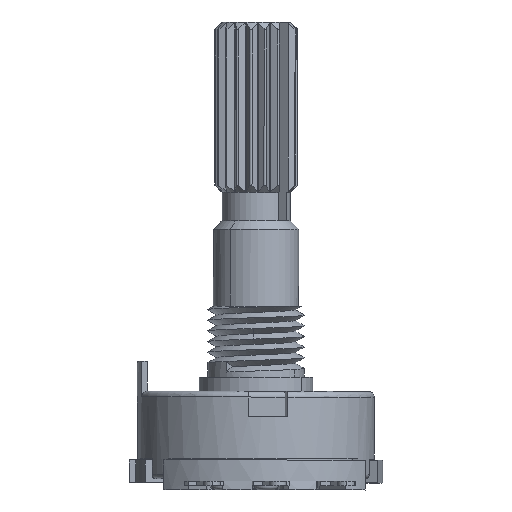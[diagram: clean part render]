
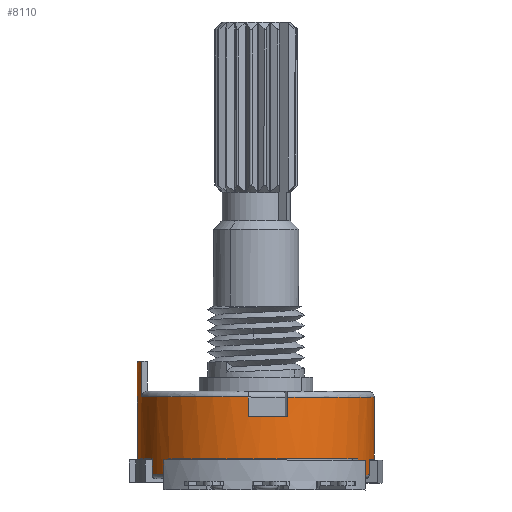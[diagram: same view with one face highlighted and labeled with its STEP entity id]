
A CAD part, top view. The second image highlights one B-rep face of the part: STEP entity #8110.
In plain terms, the highlighted cylindrical face has radius 8.35 mm (diameter 16.7 mm), a partial arc.
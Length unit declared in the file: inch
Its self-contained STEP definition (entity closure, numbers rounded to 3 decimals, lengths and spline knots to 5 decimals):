
#744=DIRECTION('',(-0.001,-1.,-0.001));
#745=VECTOR('',#744,0.04331);
#746=CARTESIAN_POINT('',(0.33071,-0.14056,
-0.17406));
#747=LINE('',#746,#745);
#774=DIRECTION('',(-0.001,-1.,-0.001));
#775=VECTOR('',#774,0.04331);
#776=CARTESIAN_POINT('',(-0.23862,-0.13977,
-0.18255));
#777=LINE('',#776,#775);
#808=DIRECTION('',(0.001,1.,0.001));
#809=VECTOR('',#808,0.04331);
#810=CARTESIAN_POINT('',(-0.19237,-0.18319,
-0.1189));
#811=LINE('',#810,#809);
#865=CARTESIAN_POINT('',(0.04844,-0.18335,
-0.34269));
#866=DIRECTION('',(-0.001,-1.,-0.001));
#867=DIRECTION('',(-0.733,0.,0.681));
#868=AXIS2_PLACEMENT_3D('',#865,#866,#867);
#909=DIRECTION('',(0.001,1.,0.001));
#910=VECTOR('',#909,0.17126);
#911=CARTESIAN_POINT('',(-0.27842,-0.13962,
-0.30816));
#912=LINE('',#911,#910);
#913=CARTESIAN_POINT('',(0.04874,0.03121,
-0.34253));
#914=DIRECTION('',(0.001,1.,0.001));
#915=DIRECTION('',(-0.998,0.001,-0.063));
#916=AXIS2_PLACEMENT_3D('',#913,#914,#915);
#918=DIRECTION('',(0.001,1.,0.001));
#919=VECTOR('',#918,0.09843);
#920=CARTESIAN_POINT('',(-0.27935,0.03168,
-0.36334));
#921=LINE('',#920,#919);
#922=CARTESIAN_POINT('',(0.04887,0.12964,
-0.34246));
#923=DIRECTION('',(0.001,1.,0.001));
#924=DIRECTION('',(-0.998,0.001,-0.063));
#925=AXIS2_PLACEMENT_3D('',#922,#923,#924);
#936=CARTESIAN_POINT('',(0.0485,-0.14005,
-0.34266));
#937=DIRECTION('',(0.001,1.,0.001));
#938=DIRECTION('',(-0.994,0.001,0.105));
#939=AXIS2_PLACEMENT_3D('',#936,#937,#938);
#1003=DIRECTION('',(0.001,1.,0.001));
#1004=VECTOR('',#1003,0.17126);
#1005=CARTESIAN_POINT('',(0.37543,-0.14047,
-0.37715));
#1006=LINE('',#1005,#1004);
#1091=CARTESIAN_POINT('',(0.0485,-0.14005,
-0.34266));
#1092=DIRECTION('',(0.001,1.,0.001));
#1093=DIRECTION('',(-0.733,0.,0.681));
#1094=AXIS2_PLACEMENT_3D('',#1091,#1092,#1093);
#1131=DIRECTION('',(0.001,1.,0.001));
#1132=VECTOR('',#1131,0.04331);
#1133=CARTESIAN_POINT('',(0.36265,-0.18386,
-0.24604));
#1134=LINE('',#1133,#1132);
#1165=CARTESIAN_POINT('',(0.04844,-0.18335,
-0.34269));
#1166=DIRECTION('',(-0.001,-1.,-0.001));
#1167=DIRECTION('',(0.956,-0.002,0.294));
#1168=AXIS2_PLACEMENT_3D('',#1165,#1166,#1167);
#1227=CARTESIAN_POINT('',(0.0485,-0.14005,
-0.34266));
#1228=DIRECTION('',(0.001,1.,0.001));
#1229=DIRECTION('',(0.956,-0.002,0.294));
#1230=AXIS2_PLACEMENT_3D('',#1227,#1228,#1229);
#1327=CARTESIAN_POINT('',(0.04874,0.03121,
-0.34253));
#1328=DIRECTION('',(0.001,1.,0.001));
#1329=DIRECTION('',(0.27,-0.001,0.963));
#1330=AXIS2_PLACEMENT_3D('',#1327,#1328,#1329);
#1372=DIRECTION('',(0.001,1.,0.001));
#1373=VECTOR('',#1372,0.09843);
#1374=CARTESIAN_POINT('',(-0.26778,0.03158,
-0.25371));
#1375=LINE('',#1374,#1373);
#1376=CARTESIAN_POINT('',(-0.26778,0.03158,
-0.25371));
#1415=CARTESIAN_POINT('',(0.02793,0.031,
-0.01445));
#1417=CARTESIAN_POINT('',(0.04874,0.03121,
-0.34253));
#1418=DIRECTION('',(0.001,1.,0.001));
#1419=DIRECTION('',(-0.963,0.001,0.27));
#1420=AXIS2_PLACEMENT_3D('',#1417,#1418,#1419);
#1430=DIRECTION('',(0.001,1.,0.001));
#1431=VECTOR('',#1430,0.05512);
#1432=CARTESIAN_POINT('',(0.02785,-0.02412,
-0.01449));
#1433=LINE('',#1432,#1431);
#1456=DIRECTION('',(0.001,1.,0.001));
#1457=VECTOR('',#1456,0.05512);
#1458=CARTESIAN_POINT('',(0.13748,-0.02426,
-0.02606));
#1459=LINE('',#1458,#1457);
#1464=CARTESIAN_POINT('',(0.04866,-0.0239,
-0.34257));
#1465=DIRECTION('',(0.001,1.,0.001));
#1466=DIRECTION('',(-0.063,-0.001,0.998));
#1467=AXIS2_PLACEMENT_3D('',#1464,#1465,#1466);
#6006=CARTESIAN_POINT('',(0.02785,-0.02412,
-0.01449));
#6007=CARTESIAN_POINT('',(0.13748,-0.02426,
-0.02606));
#6008=VERTEX_POINT('',#6006);
#6009=VERTEX_POINT('',#6007);
#6010=CARTESIAN_POINT('',(0.13756,0.03086,
-0.02602));
#6011=CARTESIAN_POINT('',(0.37566,0.03079,
-0.37703));
#6012=VERTEX_POINT('',#6010);
#6013=VERTEX_POINT('',#6011);
#6016=VERTEX_POINT('',#1415);
#6025=CARTESIAN_POINT('',(0.37543,-0.14047,
-0.37715));
#6026=VERTEX_POINT('',#6025);
#6082=CARTESIAN_POINT('',(-0.27921,0.1301,
-0.36326));
#6084=VERTEX_POINT('',#6082);
#6085=CARTESIAN_POINT('',(-0.26764,0.13001,
-0.25364));
#6087=VERTEX_POINT('',#6085);
#6089=CARTESIAN_POINT('',(-0.27935,0.03168,
-0.36334));
#6090=CARTESIAN_POINT('',(-0.27819,0.03164,
-0.30803));
#6091=VERTEX_POINT('',#6089);
#6092=VERTEX_POINT('',#6090);
#6093=VERTEX_POINT('',#1376);
#6094=CARTESIAN_POINT('',(-0.27842,-0.13962,
-0.30816));
#6095=VERTEX_POINT('',#6094);
#6116=CARTESIAN_POINT('',(-0.23862,-0.13977,
-0.18255));
#6118=VERTEX_POINT('',#6116);
#6121=CARTESIAN_POINT('',(-0.19231,-0.13988,
-0.11887));
#6123=VERTEX_POINT('',#6121);
#6124=CARTESIAN_POINT('',(0.33071,-0.14056,
-0.17406));
#6126=VERTEX_POINT('',#6124);
#6129=CARTESIAN_POINT('',(0.36271,-0.14055,
-0.246));
#6131=VERTEX_POINT('',#6129);
#6167=CARTESIAN_POINT('',(-0.19237,-0.18319,
-0.1189));
#6168=CARTESIAN_POINT('',(-0.23868,-0.18308,
-0.18259));
#6169=VERTEX_POINT('',#6167);
#6170=VERTEX_POINT('',#6168);
#6174=CARTESIAN_POINT('',(0.36265,-0.18386,
-0.24604));
#6175=CARTESIAN_POINT('',(0.33065,-0.18387,
-0.17409));
#6176=VERTEX_POINT('',#6174);
#6177=VERTEX_POINT('',#6175);
#8067=CARTESIAN_POINT('',(0.0485,-0.14005,
-0.34266));
#8068=DIRECTION('',(0.001,1.,0.001));
#8069=DIRECTION('',(-0.994,0.001,0.105));
#8070=AXIS2_PLACEMENT_3D('',#8067,#8068,#8069);
#8071=CYLINDRICAL_SURFACE('',#8070,0.32874);
#8072=ORIENTED_EDGE('',*,*,#8052,.T.);
#8073=ORIENTED_EDGE('',*,*,#7915,.F.);
#8075=ORIENTED_EDGE('',*,*,#8074,.F.);
#8077=ORIENTED_EDGE('',*,*,#8076,.T.);
#8079=ORIENTED_EDGE('',*,*,#8078,.F.);
#8081=ORIENTED_EDGE('',*,*,#8080,.T.);
#8083=ORIENTED_EDGE('',*,*,#8082,.T.);
#8085=ORIENTED_EDGE('',*,*,#8084,.F.);
#8087=ORIENTED_EDGE('',*,*,#8086,.T.);
#8089=ORIENTED_EDGE('',*,*,#8088,.F.);
#8091=ORIENTED_EDGE('',*,*,#8090,.T.);
#8093=ORIENTED_EDGE('',*,*,#8092,.T.);
#8095=ORIENTED_EDGE('',*,*,#8094,.T.);
#8097=ORIENTED_EDGE('',*,*,#8096,.F.);
#8099=ORIENTED_EDGE('',*,*,#8098,.F.);
#8101=ORIENTED_EDGE('',*,*,#8100,.F.);
#8103=ORIENTED_EDGE('',*,*,#8102,.T.);
#8104=ORIENTED_EDGE('',*,*,#7841,.F.);
#8106=ORIENTED_EDGE('',*,*,#8105,.F.);
#8107=ORIENTED_EDGE('',*,*,#7970,.F.);
#8108=EDGE_LOOP('',(#8072,#8073,#8075,#8077,#8079,#8081,#8083,#8085,#8087,#8089,
#8091,#8093,#8095,#8097,#8099,#8101,#8103,#8104,#8106,#8107));
#8109=FACE_OUTER_BOUND('',#8108,.F.);
#8110=ADVANCED_FACE('',(#8109),#8071,.T.);
#869=CIRCLE('',#868,0.32874);
#917=CIRCLE('',#916,0.32874);
#926=CIRCLE('',#925,0.32874);
#940=CIRCLE('',#939,0.32874);
#1095=CIRCLE('',#1094,0.32874);
#1169=CIRCLE('',#1168,0.32874);
#1231=CIRCLE('',#1230,0.32874);
#1331=CIRCLE('',#1330,0.32874);
#1421=CIRCLE('',#1420,0.32874);
#1468=CIRCLE('',#1467,0.32874);
#7841=EDGE_CURVE('',#6126,#6177,#747,.T.);
#7915=EDGE_CURVE('',#6118,#6170,#777,.T.);
#7970=EDGE_CURVE('',#6169,#6123,#811,.T.);
#8052=EDGE_CURVE('',#6169,#6170,#869,.T.);
#8074=EDGE_CURVE('',#6095,#6118,#940,.T.);
#8076=EDGE_CURVE('',#6095,#6092,#912,.T.);
#8078=EDGE_CURVE('',#6091,#6092,#917,.T.);
#8080=EDGE_CURVE('',#6091,#6084,#921,.T.);
#8082=EDGE_CURVE('',#6084,#6087,#926,.T.);
#8084=EDGE_CURVE('',#6093,#6087,#1375,.T.);
#8086=EDGE_CURVE('',#6093,#6016,#1421,.T.);
#8088=EDGE_CURVE('',#6008,#6016,#1433,.T.);
#8090=EDGE_CURVE('',#6008,#6009,#1468,.T.);
#8092=EDGE_CURVE('',#6009,#6012,#1459,.T.);
#8094=EDGE_CURVE('',#6012,#6013,#1331,.T.);
#8096=EDGE_CURVE('',#6026,#6013,#1006,.T.);
#8098=EDGE_CURVE('',#6131,#6026,#1231,.T.);
#8100=EDGE_CURVE('',#6176,#6131,#1134,.T.);
#8102=EDGE_CURVE('',#6176,#6177,#1169,.T.);
#8105=EDGE_CURVE('',#6123,#6126,#1095,.T.);
